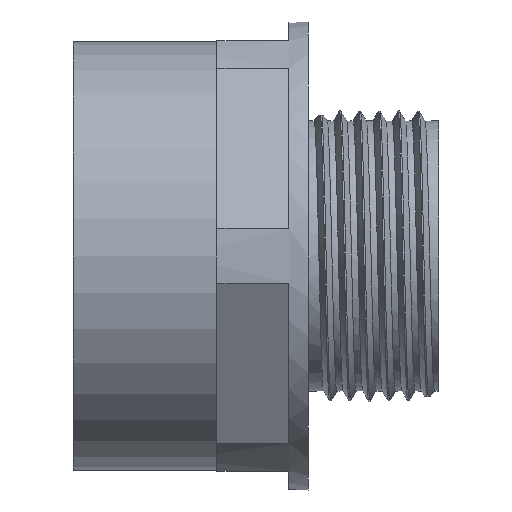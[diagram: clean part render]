
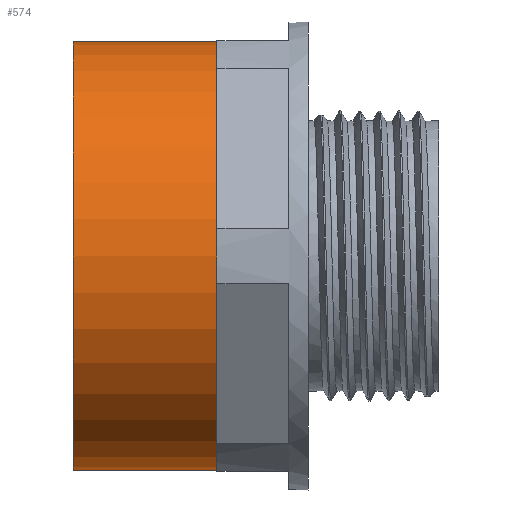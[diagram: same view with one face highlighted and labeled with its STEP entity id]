
A CAD part, front view. The second image highlights one B-rep face of the part: STEP entity #574.
In plain terms, the highlighted cylindrical face has radius 16.43 mm (diameter 32.86 mm), a full revolution.
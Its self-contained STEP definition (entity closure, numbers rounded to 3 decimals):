
#22=FACE_BOUND('',#147,.T.);
#63=CIRCLE('',#624,16.43);
#67=CIRCLE('',#632,16.43);
#105=FACE_OUTER_BOUND('',#146,.T.);
#146=EDGE_LOOP('',(#497));
#147=EDGE_LOOP('',(#498));
#292=VERTEX_POINT('',#3877);
#296=VERTEX_POINT('',#3889);
#370=EDGE_CURVE('',#292,#292,#63,.T.);
#374=EDGE_CURVE('',#296,#296,#67,.T.);
#497=ORIENTED_EDGE('',*,*,#370,.F.);
#498=ORIENTED_EDGE('',*,*,#374,.T.);
#541=CYLINDRICAL_SURFACE('',#633,16.43);
#574=ADVANCED_FACE('',(#105,#22),#541,.T.);
#624=AXIS2_PLACEMENT_3D('',#3878,#750,#751);
#632=AXIS2_PLACEMENT_3D('',#3890,#766,#767);
#633=AXIS2_PLACEMENT_3D('',#3891,#768,#769);
#750=DIRECTION('center_axis',(1.,0.,0.));
#751=DIRECTION('ref_axis',(0.,0.,-1.));
#766=DIRECTION('center_axis',(1.,0.,0.));
#767=DIRECTION('ref_axis',(0.,0.,-1.));
#768=DIRECTION('center_axis',(1.,0.,0.));
#769=DIRECTION('ref_axis',(0.,1.,0.));
#3877=CARTESIAN_POINT('',(-17.,16.43,0.));
#3878=CARTESIAN_POINT('Origin',(-17.,0.,0.));
#3889=CARTESIAN_POINT('',(-28.,16.43,0.));
#3890=CARTESIAN_POINT('Origin',(-28.,0.,0.));
#3891=CARTESIAN_POINT('Origin',(-22.5,0.,0.));
